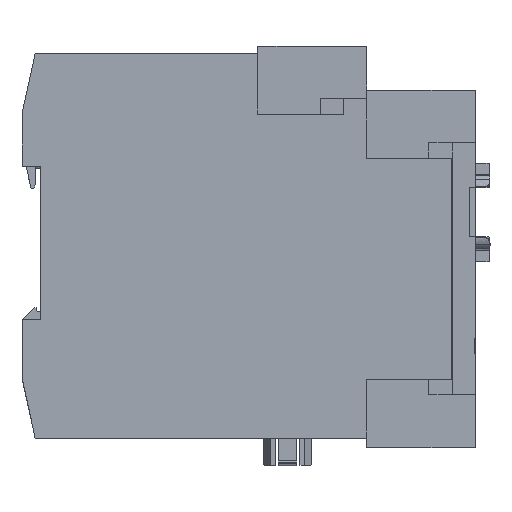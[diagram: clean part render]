
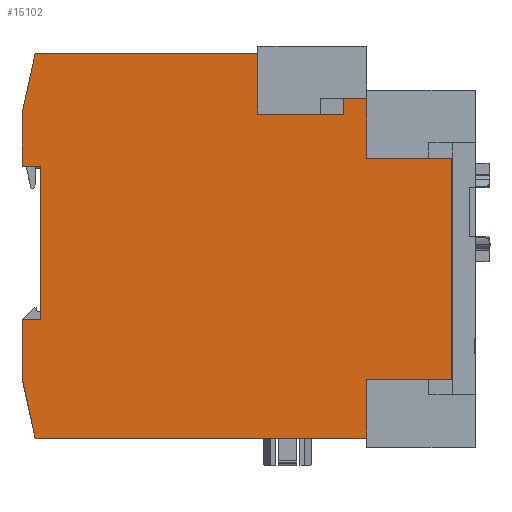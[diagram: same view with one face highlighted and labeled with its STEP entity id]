
A CAD part, top view. The second image highlights one B-rep face of the part: STEP entity #15102.
In plain terms, the highlighted planar face has unit normal (0, 0, 1).
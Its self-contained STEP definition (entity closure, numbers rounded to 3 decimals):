
#702 = VERTEX_POINT ( 'NONE', #69011 ) ;
#728 = VERTEX_POINT ( 'NONE', #68923 ) ;
#2717 = EDGE_CURVE ( 'NONE', #24585, #67951, #28202, .T. ) ;
#2757 = EDGE_CURVE ( 'NONE', #24569, #68133, #28234, .T. ) ;
#2788 = EDGE_CURVE ( 'NONE', #24524, #68195, #28261, .T. ) ;
#2957 = EDGE_CURVE ( 'NONE', #68133, #63321, #28412, .T. ) ;
#2958 = EDGE_CURVE ( 'NONE', #63321, #63243, #28414, .T. ) ;
#2959 = EDGE_CURVE ( 'NONE', #63243, #24524, #28415, .T. ) ;
#2960 = EDGE_CURVE ( 'NONE', #68195, #63249, #28417, .T. ) ;
#2961 = EDGE_CURVE ( 'NONE', #63249, #14813, #28419, .T. ) ;
#2962 = EDGE_CURVE ( 'NONE', #14813, #14777, #28422, .T. ) ;
#2964 = EDGE_CURVE ( 'NONE', #14777, #14843, #28423, .T. ) ;
#2966 = EDGE_CURVE ( 'NONE', #14843, #14703, #28425, .T. ) ;
#2968 = EDGE_CURVE ( 'NONE', #14703, #14834, #28427, .T. ) ;
#2969 = EDGE_CURVE ( 'NONE', #14834, #63296, #28428, .T. ) ;
#2970 = EDGE_CURVE ( 'NONE', #63296, #14707, #28430, .T. ) ;
#2971 = EDGE_CURVE ( 'NONE', #14707, #702, #28433, .T. ) ;
#2972 = EDGE_CURVE ( 'NONE', #728, #24585, #28435, .T. ) ;
#2973 = EDGE_CURVE ( 'NONE', #24569, #67951, #28436, .T. ) ;
#3599 = VECTOR ( 'NONE', #29189, 1000. ) ;
#3608 = VECTOR ( 'NONE', #29280, 1000. ) ;
#5011 = EDGE_CURVE ( 'NONE', #702, #728, #37620, .T. ) ;
#13238 = VECTOR ( 'NONE', #28644, 1000. ) ;
#13240 = VECTOR ( 'NONE', #28647, 1000. ) ;
#13241 = VECTOR ( 'NONE', #28628, 1000. ) ;
#13242 = VECTOR ( 'NONE', #28653, 1000. ) ;
#13249 = VECTOR ( 'NONE', #28662, 1000. ) ;
#13252 = VECTOR ( 'NONE', #28656, 1000. ) ;
#13254 = VECTOR ( 'NONE', #28631, 1000. ) ;
#13260 = VECTOR ( 'NONE', #28634, 1000. ) ;
#13261 = VECTOR ( 'NONE', #28659, 1000. ) ;
#13262 = VECTOR ( 'NONE', #28625, 1000. ) ;
#13263 = VECTOR ( 'NONE', #28637, 1000. ) ;
#13264 = VECTOR ( 'NONE', #28650, 1000. ) ;
#13265 = VECTOR ( 'NONE', #28622, 1000. ) ;
#13270 = VECTOR ( 'NONE', #28640, 1000. ) ;
#13424 = CARTESIAN_POINT ( 'NONE',  ( 38.31, 34.503, 38.925 ) ) ;
#13426 = CARTESIAN_POINT ( 'NONE',  ( 15.607, 46.653, 38.925 ) ) ;
#13446 = CARTESIAN_POINT ( 'NONE',  ( -46.89, -23.847, 38.925 ) ) ;
#13458 = CARTESIAN_POINT ( 'NONE',  ( 44.407, 34.503, 38.925 ) ) ;
#13548 = CARTESIAN_POINT ( 'NONE',  ( 67.01, -39.747, 38.925 ) ) ;
#13561 = CARTESIAN_POINT ( 'NONE',  ( 44.407, 18.853, 38.925 ) ) ;
#13569 = CARTESIAN_POINT ( 'NONE',  ( 15.607, 30.503, 38.925 ) ) ;
#14703 = VERTEX_POINT ( 'NONE', #35131 ) ;
#14707 = VERTEX_POINT ( 'NONE', #35133 ) ;
#14777 = VERTEX_POINT ( 'NONE', #35141 ) ;
#14813 = VERTEX_POINT ( 'NONE', #35144 ) ;
#14834 = VERTEX_POINT ( 'NONE', #35148 ) ;
#14843 = VERTEX_POINT ( 'NONE', #35151 ) ;
#15102 = ADVANCED_FACE ( 'NONE', ( #35422 ), #35905, .T. ) ;
#22096 = ORIENTED_EDGE ( 'NONE', *, *, #2757, .T. ) ;
#22097 = ORIENTED_EDGE ( 'NONE', *, *, #2958, .T. ) ;
#22099 = ORIENTED_EDGE ( 'NONE', *, *, #2957, .T. ) ;
#22100 = ORIENTED_EDGE ( 'NONE', *, *, #2959, .T. ) ;
#22102 = ORIENTED_EDGE ( 'NONE', *, *, #2788, .T. ) ;
#22103 = ORIENTED_EDGE ( 'NONE', *, *, #2960, .T. ) ;
#22104 = ORIENTED_EDGE ( 'NONE', *, *, #2962, .T. ) ;
#22105 = ORIENTED_EDGE ( 'NONE', *, *, #2961, .T. ) ;
#22107 = ORIENTED_EDGE ( 'NONE', *, *, #2964, .T. ) ;
#22109 = ORIENTED_EDGE ( 'NONE', *, *, #2966, .T. ) ;
#22110 = ORIENTED_EDGE ( 'NONE', *, *, #2968, .T. ) ;
#22112 = ORIENTED_EDGE ( 'NONE', *, *, #2969, .T. ) ;
#22114 = ORIENTED_EDGE ( 'NONE', *, *, #2970, .T. ) ;
#22116 = ORIENTED_EDGE ( 'NONE', *, *, #2971, .T. ) ;
#22117 = ORIENTED_EDGE ( 'NONE', *, *, #5011, .T. ) ;
#22118 = ORIENTED_EDGE ( 'NONE', *, *, #2972, .T. ) ;
#22120 = ORIENTED_EDGE ( 'NONE', *, *, #2717, .T. ) ;
#22121 = ORIENTED_EDGE ( 'NONE', *, *, #2973, .F. ) ;
#24524 = VERTEX_POINT ( 'NONE', #46437 ) ;
#24569 = VERTEX_POINT ( 'NONE', #46482 ) ;
#24585 = VERTEX_POINT ( 'NONE', #46498 ) ;
#27878 = CARTESIAN_POINT ( 'NONE',  ( -46.89, -39.747, 38.925 ) ) ;
#27879 = DIRECTION ( 'NONE',  ( 1., 0., 0. ) ) ;
#27902 = VECTOR ( 'NONE', #40162, 1000. ) ;
#27961 = VECTOR ( 'NONE', #27879, 1000. ) ;
#28202 = LINE ( 'NONE', #27878, #27961 ) ;
#28234 = LINE ( 'NONE', #29186, #3599 ) ;
#28261 = LINE ( 'NONE', #29277, #3608 ) ;
#28412 = LINE ( 'NONE', #28620, #13265 ) ;
#28414 = LINE ( 'NONE', #28623, #13262 ) ;
#28415 = LINE ( 'NONE', #28627, #13241 ) ;
#28417 = LINE ( 'NONE', #28630, #13254 ) ;
#28419 = LINE ( 'NONE', #28633, #13260 ) ;
#28422 = LINE ( 'NONE', #28636, #13263 ) ;
#28423 = LINE ( 'NONE', #28639, #13270 ) ;
#28425 = LINE ( 'NONE', #28642, #13238 ) ;
#28427 = LINE ( 'NONE', #28645, #13240 ) ;
#28428 = LINE ( 'NONE', #28648, #13264 ) ;
#28430 = LINE ( 'NONE', #28652, #13242 ) ;
#28433 = LINE ( 'NONE', #28655, #13252 ) ;
#28435 = LINE ( 'NONE', #28658, #13261 ) ;
#28436 = LINE ( 'NONE', #28661, #13249 ) ;
#28620 = CARTESIAN_POINT ( 'NONE',  ( 44.407, 34.503, 38.925 ) ) ;
#28622 = DIRECTION ( 'NONE',  ( 0., 1., 0. ) ) ;
#28623 = CARTESIAN_POINT ( 'NONE',  ( -46.89, 34.503, 38.925 ) ) ;
#28625 = DIRECTION ( 'NONE',  ( -1., 0., 0. ) ) ;
#28627 = CARTESIAN_POINT ( 'NONE',  ( 38.31, -55.347, 38.925 ) ) ;
#28628 = DIRECTION ( 'NONE',  ( 0., -1., 0. ) ) ;
#28630 = CARTESIAN_POINT ( 'NONE',  ( 15.607, 46.653, 38.925 ) ) ;
#28631 = DIRECTION ( 'NONE',  ( 0., 1., 0. ) ) ;
#28633 = CARTESIAN_POINT ( 'NONE',  ( 15.607, 46.653, 38.925 ) ) ;
#28634 = DIRECTION ( 'NONE',  ( -1., 0., 0. ) ) ;
#28636 = CARTESIAN_POINT ( 'NONE',  ( -43.39, 46.653, 38.925 ) ) ;
#28637 = DIRECTION ( 'NONE',  ( -0.214, -0.977, 0. ) ) ;
#28639 = CARTESIAN_POINT ( 'NONE',  ( -46.89, 30.653, 38.925 ) ) ;
#28640 = DIRECTION ( 'NONE',  ( 0., -1., 0. ) ) ;
#28642 = CARTESIAN_POINT ( 'NONE',  ( -46.89, 16.653, 38.925 ) ) ;
#28644 = DIRECTION ( 'NONE',  ( 1., 0., 0. ) ) ;
#28645 = CARTESIAN_POINT ( 'NONE',  ( -41.89, 16.653, 38.925 ) ) ;
#28647 = DIRECTION ( 'NONE',  ( 0., -1., 0. ) ) ;
#28648 = CARTESIAN_POINT ( 'NONE',  ( -46.89, -23.847, 38.925 ) ) ;
#28650 = DIRECTION ( 'NONE',  ( -1., 0., 0. ) ) ;
#28652 = CARTESIAN_POINT ( 'NONE',  ( -46.89, -23.847, 38.925 ) ) ;
#28653 = DIRECTION ( 'NONE',  ( 0., -1., 0. ) ) ;
#28655 = CARTESIAN_POINT ( 'NONE',  ( -46.89, -39.347, 38.925 ) ) ;
#28656 = DIRECTION ( 'NONE',  ( 0.214, -0.977, 0. ) ) ;
#28658 = CARTESIAN_POINT ( 'NONE',  ( 44.407, -55.347, 38.925 ) ) ;
#28659 = DIRECTION ( 'NONE',  ( 0., 1., 0. ) ) ;
#28661 = CARTESIAN_POINT ( 'NONE',  ( 67.01, -39.747, 38.925 ) ) ;
#28662 = DIRECTION ( 'NONE',  ( 0., -1., 0. ) ) ;
#29186 = CARTESIAN_POINT ( 'NONE',  ( -46.89, 18.853, 38.925 ) ) ;
#29189 = DIRECTION ( 'NONE',  ( -1., 0., 0. ) ) ;
#29277 = CARTESIAN_POINT ( 'NONE',  ( -46.89, 30.503, 38.925 ) ) ;
#29280 = DIRECTION ( 'NONE',  ( -1., 0., 0. ) ) ;
#35131 = CARTESIAN_POINT ( 'NONE',  ( -41.89, 16.653, 38.925 ) ) ;
#35133 = CARTESIAN_POINT ( 'NONE',  ( -46.89, -39.347, 38.925 ) ) ;
#35141 = CARTESIAN_POINT ( 'NONE',  ( -46.89, 30.653, 38.925 ) ) ;
#35144 = CARTESIAN_POINT ( 'NONE',  ( -43.39, 46.653, 38.925 ) ) ;
#35148 = CARTESIAN_POINT ( 'NONE',  ( -41.89, -23.847, 38.925 ) ) ;
#35151 = CARTESIAN_POINT ( 'NONE',  ( -46.89, 16.653, 38.925 ) ) ;
#35422 = FACE_OUTER_BOUND ( 'NONE', #68026, .T. ) ;
#35604 = AXIS2_PLACEMENT_3D ( 'NONE', #35906, #35907, #35908 ) ;
#35905 = PLANE ( 'NONE',  #35604 ) ;
#35906 = CARTESIAN_POINT ( 'NONE',  ( -46.89, -55.347, 38.925 ) ) ;
#35907 = DIRECTION ( 'NONE',  ( 0., 0., 1. ) ) ;
#35908 = DIRECTION ( 'NONE',  ( 1., 0., 0. ) ) ;
#37620 = LINE ( 'NONE', #40161, #27902 ) ;
#40161 = CARTESIAN_POINT ( 'NONE',  ( -43.39, -55.347, 38.925 ) ) ;
#40162 = DIRECTION ( 'NONE',  ( 1., 0., 0. ) ) ;
#46437 = CARTESIAN_POINT ( 'NONE',  ( 38.31, 30.503, 38.925 ) ) ;
#46482 = CARTESIAN_POINT ( 'NONE',  ( 67.01, 18.853, 38.925 ) ) ;
#46498 = CARTESIAN_POINT ( 'NONE',  ( 44.407, -39.747, 38.925 ) ) ;
#63243 = VERTEX_POINT ( 'NONE', #13424 ) ;
#63249 = VERTEX_POINT ( 'NONE', #13426 ) ;
#63296 = VERTEX_POINT ( 'NONE', #13446 ) ;
#63321 = VERTEX_POINT ( 'NONE', #13458 ) ;
#67951 = VERTEX_POINT ( 'NONE', #13548 ) ;
#68026 = EDGE_LOOP ( 'NONE', ( #22096, #22099, #22097, #22100, #22102, #22103, #22105, #22104, #22107, #22109, #22110, #22112, #22114, #22116, #22117, #22118, #22120, #22121 ) ) ;
#68133 = VERTEX_POINT ( 'NONE', #13561 ) ;
#68195 = VERTEX_POINT ( 'NONE', #13569 ) ;
#68923 = CARTESIAN_POINT ( 'NONE',  ( 44.407, -55.347, 38.925 ) ) ;
#69011 = CARTESIAN_POINT ( 'NONE',  ( -43.39, -55.347, 38.925 ) ) ;
